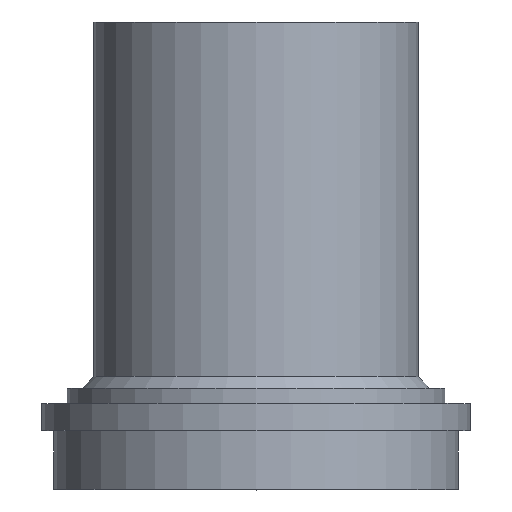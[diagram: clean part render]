
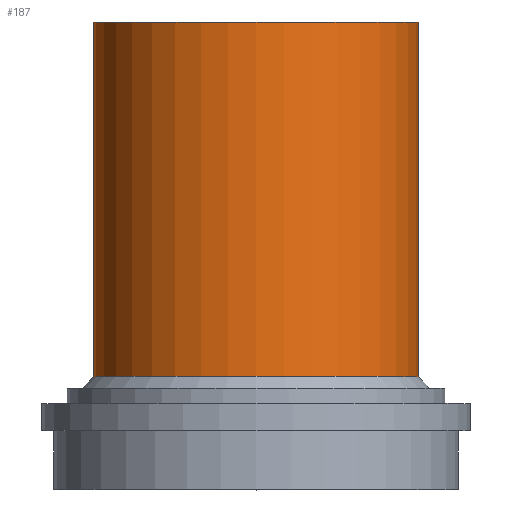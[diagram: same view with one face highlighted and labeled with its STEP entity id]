
A CAD part, top view. The second image highlights one B-rep face of the part: STEP entity #187.
In plain terms, the highlighted cylindrical face has radius 19.05 mm (diameter 38.1 mm), a partial arc.
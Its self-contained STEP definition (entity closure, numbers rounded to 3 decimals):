
#131=CARTESIAN_POINT('Axis2P3D Location',(0.,27.47,0.)) ;
#140=CARTESIAN_POINT('Vertex',(19.05,54.94,0.)) ;
#142=CARTESIAN_POINT('Vertex',(-19.05,54.94,0.)) ;
#145=CARTESIAN_POINT('Line Origine',(19.05,34.112,0.)) ;
#149=CARTESIAN_POINT('Vertex',(19.05,13.284,0.)) ;
#156=CARTESIAN_POINT('Vertex',(-19.05,13.284,0.)) ;
#159=CARTESIAN_POINT('Line Origine',(-19.05,34.112,0.)) ;
#171=CARTESIAN_POINT('Axis2P3D Location',(0.,54.94,0.)) ;
#176=CARTESIAN_POINT('Axis2P3D Location',(0.,13.284,0.)) ;
#147=VECTOR('Line Direction',#146,1.) ;
#161=VECTOR('Line Direction',#160,1.) ;
#132=DIRECTION('Axis2P3D Direction',(0.,1.,0.)) ;
#133=DIRECTION('Axis2P3D XDirection',(1.,0.,0.)) ;
#146=DIRECTION('Vector Direction',(0.,1.,0.)) ;
#160=DIRECTION('Vector Direction',(0.,1.,0.)) ;
#172=DIRECTION('Axis2P3D Direction',(0.,1.,0.)) ;
#177=DIRECTION('Axis2P3D Direction',(0.,1.,0.)) ;
#134=AXIS2_PLACEMENT_3D('Cylinder Axis2P3D',#131,#132,#133) ;
#173=AXIS2_PLACEMENT_3D('Circle Axis2P3D',#171,#172,$) ;
#178=AXIS2_PLACEMENT_3D('Circle Axis2P3D',#176,#177,$) ;
#148=LINE('Line',#145,#147) ;
#162=LINE('Line',#159,#161) ;
#174=CIRCLE('generated circle',#173,19.05) ;
#179=CIRCLE('generated circle',#178,19.05) ;
#135=CYLINDRICAL_SURFACE('generated cylinder',#134,19.05) ;
#151=EDGE_CURVE('',#141,#150,#148,.F.) ;
#163=EDGE_CURVE('',#143,#157,#162,.F.) ;
#175=EDGE_CURVE('',#143,#141,#174,.T.) ;
#180=EDGE_CURVE('',#157,#150,#179,.T.) ;
#182=ORIENTED_EDGE('',*,*,#175,.F.) ;
#183=ORIENTED_EDGE('',*,*,#163,.T.) ;
#184=ORIENTED_EDGE('',*,*,#180,.T.) ;
#185=ORIENTED_EDGE('',*,*,#151,.F.) ;
#181=EDGE_LOOP('',(#182,#183,#184,#185)) ;
#141=VERTEX_POINT('',#140) ;
#143=VERTEX_POINT('',#142) ;
#150=VERTEX_POINT('',#149) ;
#157=VERTEX_POINT('',#156) ;
#187=ADVANCED_FACE('Case',(#186),#135,.T.) ;
#186=FACE_OUTER_BOUND('',#181,.T.) ;
